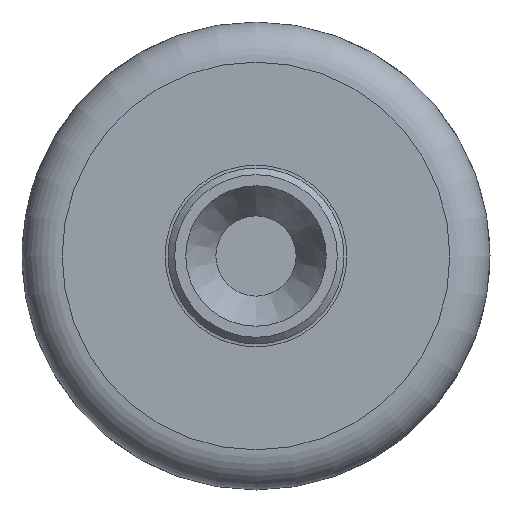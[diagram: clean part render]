
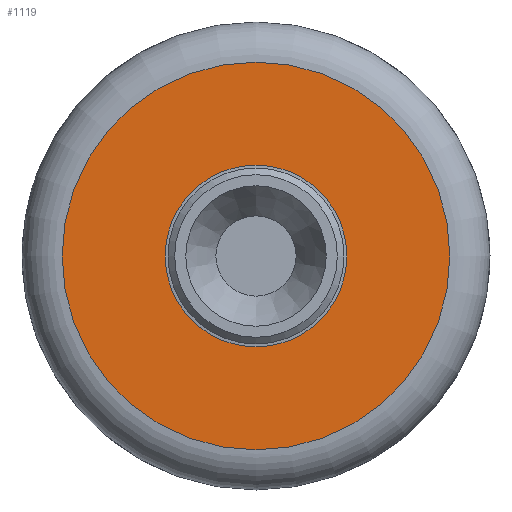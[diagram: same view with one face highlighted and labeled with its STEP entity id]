
A CAD part, front view. The second image highlights one B-rep face of the part: STEP entity #1119.
In plain terms, the highlighted planar face has unit normal (0, -1, 0).
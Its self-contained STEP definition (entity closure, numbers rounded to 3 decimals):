
#80=CIRCLE('',#1217,14.5);
#81=CIRCLE('',#1218,6.8);
#107=PLANE('',#1216);
#185=ORIENTED_EDGE('',*,*,#342,.T.);
#186=ORIENTED_EDGE('',*,*,#343,.T.);
#342=EDGE_CURVE('',#423,#423,#80,.T.);
#343=EDGE_CURVE('',#424,#424,#81,.F.);
#423=VERTEX_POINT('',#1932);
#424=VERTEX_POINT('',#1934);
#493=EDGE_LOOP('',(#185));
#494=EDGE_LOOP('',(#186));
#593=FACE_BOUND('',#493,.T.);
#594=FACE_BOUND('',#494,.T.);
#1119=ADVANCED_FACE('',(#593,#594),#107,.T.);
#1216=AXIS2_PLACEMENT_3D('',#1930,#1391,#1392);
#1217=AXIS2_PLACEMENT_3D('',#1931,#1393,#1394);
#1218=AXIS2_PLACEMENT_3D('',#1933,#1395,#1396);
#1391=DIRECTION('',(0.,-1.,0.));
#1392=DIRECTION('',(0.,0.,-1.));
#1393=DIRECTION('',(0.,-1.,0.));
#1394=DIRECTION('',(0.,0.,-1.));
#1395=DIRECTION('',(0.,-1.,0.));
#1396=DIRECTION('',(0.,0.,-1.));
#1930=CARTESIAN_POINT('',(0.,12.,5.6));
#1931=CARTESIAN_POINT('',(0.,12.,0.));
#1932=CARTESIAN_POINT('',(0.,12.,-14.5));
#1933=CARTESIAN_POINT('',(0.,12.,0.));
#1934=CARTESIAN_POINT('',(0.,12.,-6.8));
